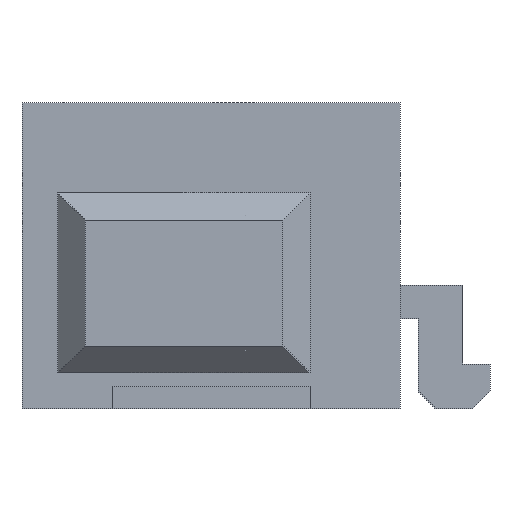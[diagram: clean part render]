
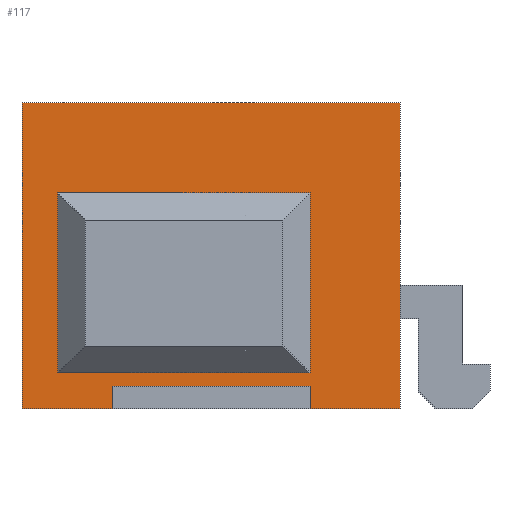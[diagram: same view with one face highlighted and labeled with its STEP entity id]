
A CAD part, front view. The second image highlights one B-rep face of the part: STEP entity #117.
In plain terms, the highlighted planar face has unit normal (0, -1, 0).
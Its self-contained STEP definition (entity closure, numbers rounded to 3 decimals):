
#13=DIRECTION('',(0.,0.,1.));
#14=DIRECTION('',(1.,0.,0.));
#43=VERTEX_POINT('',#44);
#44=CARTESIAN_POINT('',(-1.7,-2.125,2.4));
#48=DIRECTION('',(0.,1.,0.));
#54=VECTOR('',#14,1.);
#57=VERTEX_POINT('',#58);
#58=CARTESIAN_POINT('',(1.1,-2.125,2.4));
#61=ORIENTED_EDGE('',*,*,#62,.F.);
#62=EDGE_CURVE('',#43,#57,#63,.T.);
#63=LINE('',#64,#54);
#64=CARTESIAN_POINT('',(-1.9,-2.125,2.4));
#75=VECTOR('',#13,1.);
#78=VERTEX_POINT('',#79);
#79=CARTESIAN_POINT('',(-1.7,-2.125,0.4));
#83=EDGE_CURVE('',#43,#78,#84,.T.);
#84=LINE('',#85,#86);
#85=CARTESIAN_POINT('',(-1.7,-2.125,0.2));
#86=VECTOR('',#87,1.);
#87=DIRECTION('',(0.,0.,-1.));
#117=ADVANCED_FACE('',(#118,#140),#153,.F.);
#118=FACE_BOUND('',#119,.F.);
#119=EDGE_LOOP('',(#120,#127,#132,#137));
#120=ORIENTED_EDGE('',*,*,#121,.F.);
#121=EDGE_CURVE('',#122,#124,#126,.T.);
#122=VERTEX_POINT('',#123);
#123=CARTESIAN_POINT('',(-2.1,-2.125,0.));
#124=VERTEX_POINT('',#125);
#125=CARTESIAN_POINT('',(2.1,-2.125,0.));
#126=LINE('',#123,#54);
#127=ORIENTED_EDGE('',*,*,#128,.T.);
#128=EDGE_CURVE('',#122,#129,#131,.T.);
#129=VERTEX_POINT('',#130);
#130=CARTESIAN_POINT('',(-2.1,-2.125,3.4));
#131=LINE('',#123,#75);
#132=ORIENTED_EDGE('',*,*,#133,.T.);
#133=EDGE_CURVE('',#129,#134,#136,.T.);
#134=VERTEX_POINT('',#135);
#135=CARTESIAN_POINT('',(2.1,-2.125,3.4));
#136=LINE('',#130,#54);
#137=ORIENTED_EDGE('',*,*,#138,.F.);
#138=EDGE_CURVE('',#124,#134,#139,.T.);
#139=LINE('',#125,#75);
#140=FACE_BOUND('',#141,.F.);
#141=EDGE_LOOP('',(#61,#142,#143,#149));
#142=ORIENTED_EDGE('',*,*,#83,.T.);
#143=ORIENTED_EDGE('',*,*,#144,.T.);
#144=EDGE_CURVE('',#78,#145,#147,.T.);
#145=VERTEX_POINT('',#146);
#146=CARTESIAN_POINT('',(1.1,-2.125,0.4));
#147=LINE('',#148,#54);
#148=CARTESIAN_POINT('',(-1.9,-2.125,0.4));
#149=ORIENTED_EDGE('',*,*,#150,.F.);
#150=EDGE_CURVE('',#57,#145,#151,.T.);
#151=LINE('',#152,#86);
#152=CARTESIAN_POINT('',(1.1,-2.125,0.2));
#153=PLANE('',#154);
#154=AXIS2_PLACEMENT_3D('',#123,#48,#13);
